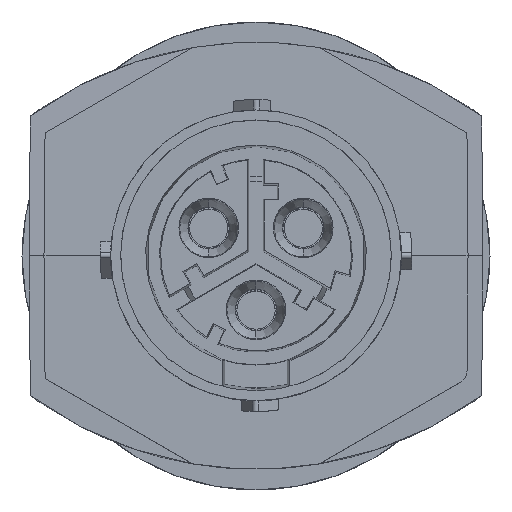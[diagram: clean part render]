
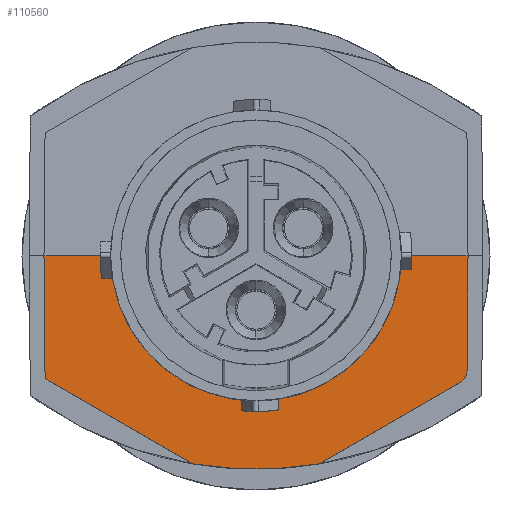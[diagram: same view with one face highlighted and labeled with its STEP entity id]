
A CAD part, top view. The second image highlights one B-rep face of the part: STEP entity #110560.
In plain terms, the highlighted face is planar.
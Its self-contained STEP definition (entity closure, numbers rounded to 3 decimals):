
#109620=CARTESIAN_POINT('',(175.694,66.786,
33.114));
#109630=DIRECTION('',(-0.007,-0.005,
-1.));
#109640=DIRECTION('',(-0.537,0.844,
0.));
#109650=AXIS2_PLACEMENT_3D('',#109620,#109630,#109640);
#109660=PLANE('',#109650);
#109670=CARTESIAN_POINT('',(69.432,40.561,
34.019));
#109680=DIRECTION('',(0.839,0.544,
-0.009));
#109690=VECTOR('',#109680,1.);
#109700=LINE('',#109670,#109690);
#109710=CARTESIAN_POINT('',(67.736,39.461,
34.037));
#109720=VERTEX_POINT('',#109710);
#109730=CARTESIAN_POINT('',(74.533,43.868,
33.966));
#109740=VERTEX_POINT('',#109730);
#109750=EDGE_CURVE('',#109720,#109740,#109700,.T.);
#109760=ORIENTED_EDGE('',*,*,#109750,.T.);
#109770=CARTESIAN_POINT('',(68.28,38.622,
34.037));
#109780=DIRECTION('',(-0.007,-0.005,
-1.));
#109790=DIRECTION('',(0.843,0.537,
-0.009));
#109800=AXIS2_PLACEMENT_3D('',#109770,#109780,#109790);
#109810=ELLIPSE('',#109800,1.,1.);
#109820=CARTESIAN_POINT('',(67.281,38.579,
34.044));
#109830=VERTEX_POINT('',#109820);
#109840=EDGE_CURVE('',#109830,#109720,#109810,.T.);
#109850=ORIENTED_EDGE('',*,*,#109840,.T.);
#109860=CARTESIAN_POINT('',(67.715,28.451,
34.088));
#109870=DIRECTION('',(-0.043,0.999,
-0.004));
#109880=VECTOR('',#109870,1.);
#109890=LINE('',#109860,#109880);
#109900=CARTESIAN_POINT('',(67.77,27.16,
34.094));
#109910=VERTEX_POINT('',#109900);
#109920=EDGE_CURVE('',#109910,#109830,#109890,.T.);
#109930=ORIENTED_EDGE('',*,*,#109920,.T.);
#109940=CARTESIAN_POINT('',(92.642,37.668,
33.862));
#109950=DIRECTION('',(-0.007,-0.005,
-1.));
#109960=DIRECTION('',(0.844,0.537,
-0.009));
#109970=AXIS2_PLACEMENT_3D('',#109940,#109950,#109960);
#109980=ELLIPSE('',#109970,27.001,27.);
#109990=CARTESIAN_POINT('',(72.58,19.598,
34.094));
#110000=VERTEX_POINT('',#109990);
#110010=EDGE_CURVE('',#110000,#109910,#109980,.T.);
#110020=ORIENTED_EDGE('',*,*,#110010,.T.);
#110030=CARTESIAN_POINT('',(62.259,24.981,
34.145));
#110040=DIRECTION('',(-0.887,0.462,
0.004));
#110050=VECTOR('',#110040,1.);
#110060=LINE('',#110030,#110050);
#110070=CARTESIAN_POINT('',(83.221,14.048,
34.042));
#110080=VERTEX_POINT('',#110070);
#110090=EDGE_CURVE('',#110080,#110000,#110060,.T.);
#110100=ORIENTED_EDGE('',*,*,#110090,.T.);
#110110=CARTESIAN_POINT('',(85.421,15.421,
34.019));
#110120=DIRECTION('',(-0.848,-0.529,
0.009));
#110130=VECTOR('',#110120,1.);
#110140=LINE('',#110110,#110130);
#110150=CARTESIAN_POINT('',(90.581,18.64,
33.966));
#110160=VERTEX_POINT('',#110150);
#110170=EDGE_CURVE('',#110160,#110080,#110140,.T.);
#110180=ORIENTED_EDGE('',*,*,#110170,.T.);
#110190=CARTESIAN_POINT('',(79.553,35.98,
33.966));
#110200=DIRECTION('',(-0.537,0.844,
0.));
#110210=VECTOR('',#110200,1.);
#110220=LINE('',#110190,#110210);
#110230=CARTESIAN_POINT('',(88.059,22.606,
33.966));
#110240=VERTEX_POINT('',#110230);
#110250=EDGE_CURVE('',#110160,#110240,#110220,.T.);
#110260=ORIENTED_EDGE('',*,*,#110250,.F.);
#110270=CARTESIAN_POINT('',(82.559,31.255,
33.966));
#110280=DIRECTION('',(-0.007,-0.005,
-1.));
#110290=DIRECTION('',(0.844,0.537,
-0.009));
#110300=AXIS2_PLACEMENT_3D('',#110270,#110280,#110290);
#110310=ELLIPSE('',#110300,10.25,10.25);
#110320=CARTESIAN_POINT('',(73.91,25.754,
34.055));
#110330=VERTEX_POINT('',#110320);
#110340=EDGE_CURVE('',#110240,#110330,#110310,.T.);
#110350=ORIENTED_EDGE('',*,*,#110340,.F.);
#110360=CARTESIAN_POINT('',(77.058,39.904,
33.966));
#110370=VERTEX_POINT('',#110360);
#110380=EDGE_CURVE('',#110330,#110370,#110310,.T.);
#110390=ORIENTED_EDGE('',*,*,#110380,.F.);
#110400=CARTESIAN_POINT('',(79.553,35.98,
33.966));
#110410=DIRECTION('',(-0.537,0.844,
0.));
#110420=VECTOR('',#110410,1.);
#110430=LINE('',#110400,#110420);
#110440=CARTESIAN_POINT('',(74.536,43.869,
33.966));
#110450=VERTEX_POINT('',#110440);
#110460=EDGE_CURVE('',#110370,#110450,#110430,.T.);
#110470=ORIENTED_EDGE('',*,*,#110460,.F.);
#110480=CARTESIAN_POINT('',(69.375,40.65,
34.019));
#110490=DIRECTION('',(0.848,0.529,
-0.009));
#110500=VECTOR('',#110490,1.);
#110510=LINE('',#110480,#110500);
#110520=EDGE_CURVE('',#109740,#110450,#110510,.T.);
#110530=ORIENTED_EDGE('',*,*,#110520,.T.);
#110540=EDGE_LOOP('',(#110530,#110470,#110390,#110350,#110260,#110180,
#110100,#110020,#109930,#109850,#109760));
#110550=FACE_OUTER_BOUND('',#110540,.T.);
#110560=ADVANCED_FACE('',(#110550),#109660,.T.);
